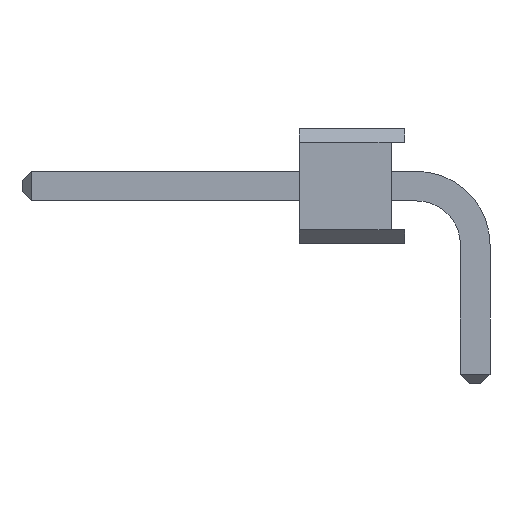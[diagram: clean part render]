
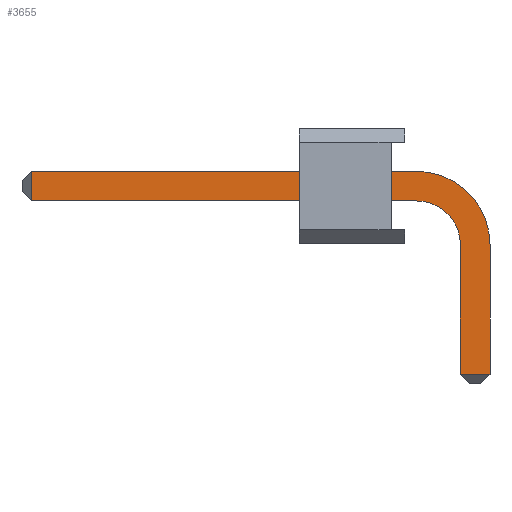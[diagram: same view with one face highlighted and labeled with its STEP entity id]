
A CAD part, left-side view. The second image highlights one B-rep face of the part: STEP entity #3655.
In plain terms, the highlighted planar face has unit normal (-1, 0, 0).
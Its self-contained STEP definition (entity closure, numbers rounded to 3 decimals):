
#174 = VERTEX_POINT ( 'NONE', #4486 ) ;
#218 = LINE ( 'NONE', #804, #4019 ) ;
#318 = EDGE_CURVE ( 'NONE', #603, #4715, #3094, .T. ) ;
#346 = CARTESIAN_POINT ( 'NONE',  ( -0.32, 1.27, 0.95 ) ) ;
#353 = ORIENTED_EDGE ( 'NONE', *, *, #3311, .F. ) ;
#409 = ORIENTED_EDGE ( 'NONE', *, *, #1635, .T. ) ;
#483 = LINE ( 'NONE', #1814, #4409 ) ;
#529 = CARTESIAN_POINT ( 'NONE',  ( -0.32, 0.32, 0. ) ) ;
#540 = CARTESIAN_POINT ( 'NONE',  ( -0.32, 1.27, 1.59 ) ) ;
#595 = FACE_OUTER_BOUND ( 'NONE', #2920, .T. ) ;
#603 = VERTEX_POINT ( 'NONE', #540 ) ;
#804 = CARTESIAN_POINT ( 'NONE',  ( -0.32, -0.32, -3. ) ) ;
#1023 = LINE ( 'NONE', #4256, #2908 ) ;
#1028 = DIRECTION ( 'NONE',  ( 0., 0., 1. ) ) ;
#1071 = VERTEX_POINT ( 'NONE', #346 ) ;
#1095 = CIRCLE ( 'NONE', #4263, 0.95 ) ;
#1103 = CARTESIAN_POINT ( 'NONE',  ( -0.32, 9.61, 1.59 ) ) ;
#1181 = DIRECTION ( 'NONE',  ( 0., 0., -1. ) ) ;
#1194 = ORIENTED_EDGE ( 'NONE', *, *, #2609, .F. ) ;
#1245 = CARTESIAN_POINT ( 'NONE',  ( -0.32, 0.32, -3. ) ) ;
#1280 = CARTESIAN_POINT ( 'NONE',  ( -0.32, -0.32, -2.8 ) ) ;
#1377 = LINE ( 'NONE', #1245, #3251 ) ;
#1381 = ORIENTED_EDGE ( 'NONE', *, *, #2729, .F. ) ;
#1558 = ORIENTED_EDGE ( 'NONE', *, *, #318, .F. ) ;
#1635 = EDGE_CURVE ( 'NONE', #1071, #2070, #1095, .T. ) ;
#1793 = DIRECTION ( 'NONE',  ( 0., 1., 0. ) ) ;
#1814 = CARTESIAN_POINT ( 'NONE',  ( -0.32, -0.32, -2.8 ) ) ;
#1883 = AXIS2_PLACEMENT_3D ( 'NONE', #1949, #1927, #1923 ) ;
#1891 = EDGE_CURVE ( 'NONE', #2070, #174, #1377, .T. ) ;
#1923 = DIRECTION ( 'NONE',  ( 0., 0., 1. ) ) ;
#1927 = DIRECTION ( 'NONE',  ( 1., 0., 0. ) ) ;
#1947 = EDGE_CURVE ( 'NONE', #4553, #3777, #2260, .T. ) ;
#1949 = CARTESIAN_POINT ( 'NONE',  ( -0.32, 1.27, 0. ) ) ;
#2070 = VERTEX_POINT ( 'NONE', #529 ) ;
#2155 = ORIENTED_EDGE ( 'NONE', *, *, #1947, .F. ) ;
#2163 = EDGE_CURVE ( 'NONE', #4553, #1071, #1023, .T. ) ;
#2223 = DIRECTION ( 'NONE',  ( 0., 0., -1. ) ) ;
#2260 = LINE ( 'NONE', #1103, #4339 ) ;
#2609 = EDGE_CURVE ( 'NONE', #4715, #4145, #218, .T. ) ;
#2720 = CARTESIAN_POINT ( 'NONE',  ( -0.32, -0.32, 0. ) ) ;
#2729 = EDGE_CURVE ( 'NONE', #3777, #603, #2961, .T. ) ;
#2908 = VECTOR ( 'NONE', #4625, 1000. ) ;
#2920 = EDGE_LOOP ( 'NONE', ( #3748, #409, #3089, #353, #1194, #1558, #1381, #2155 ) ) ;
#2961 = LINE ( 'NONE', #4235, #3802 ) ;
#3089 = ORIENTED_EDGE ( 'NONE', *, *, #1891, .T. ) ;
#3094 = CIRCLE ( 'NONE', #1883, 1.59 ) ;
#3251 = VECTOR ( 'NONE', #1181, 1000. ) ;
#3311 = EDGE_CURVE ( 'NONE', #4145, #174, #483, .T. ) ;
#3655 = ADVANCED_FACE ( 'NONE', ( #595 ), #4499, .F. ) ;
#3678 = CARTESIAN_POINT ( 'NONE',  ( -0.32, 9.61, 1.59 ) ) ;
#3699 = CARTESIAN_POINT ( 'NONE',  ( -0.32, 9.61, 0.95 ) ) ;
#3748 = ORIENTED_EDGE ( 'NONE', *, *, #2163, .T. ) ;
#3777 = VERTEX_POINT ( 'NONE', #3678 ) ;
#3802 = VECTOR ( 'NONE', #4154, 1000. ) ;
#4019 = VECTOR ( 'NONE', #2223, 1000. ) ;
#4145 = VERTEX_POINT ( 'NONE', #1280 ) ;
#4154 = DIRECTION ( 'NONE',  ( 0., -1., 0. ) ) ;
#4235 = CARTESIAN_POINT ( 'NONE',  ( -0.32, 1.27, 1.59 ) ) ;
#4256 = CARTESIAN_POINT ( 'NONE',  ( -0.32, 1.27, 0.95 ) ) ;
#4263 = AXIS2_PLACEMENT_3D ( 'NONE', #4330, #4293, #4274 ) ;
#4274 = DIRECTION ( 'NONE',  ( 0., 0., 1. ) ) ;
#4293 = DIRECTION ( 'NONE',  ( 1., 0., 0. ) ) ;
#4300 = DIRECTION ( 'NONE',  ( 0., 0., -1. ) ) ;
#4319 = DIRECTION ( 'NONE',  ( 1., 0., 0. ) ) ;
#4330 = CARTESIAN_POINT ( 'NONE',  ( -0.32, 1.27, 0. ) ) ;
#4339 = VECTOR ( 'NONE', #1028, 1000. ) ;
#4343 = CARTESIAN_POINT ( 'NONE',  ( -0.32, 1.27, 1.59 ) ) ;
#4409 = VECTOR ( 'NONE', #1793, 1000. ) ;
#4446 = AXIS2_PLACEMENT_3D ( 'NONE', #4343, #4319, #4300 ) ;
#4486 = CARTESIAN_POINT ( 'NONE',  ( -0.32, 0.32, -2.8 ) ) ;
#4499 = PLANE ( 'NONE',  #4446 ) ;
#4553 = VERTEX_POINT ( 'NONE', #3699 ) ;
#4625 = DIRECTION ( 'NONE',  ( 0., -1., 0. ) ) ;
#4715 = VERTEX_POINT ( 'NONE', #2720 ) ;
